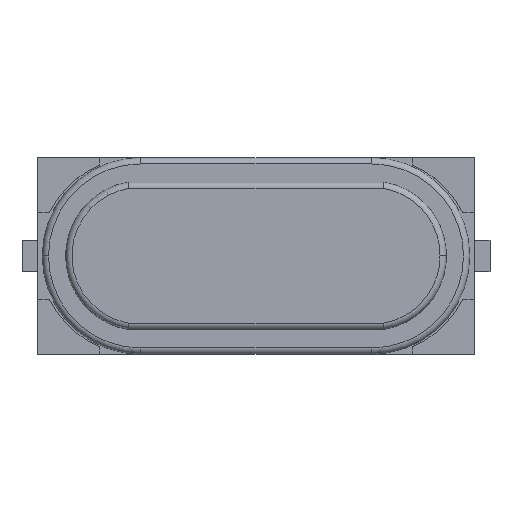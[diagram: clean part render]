
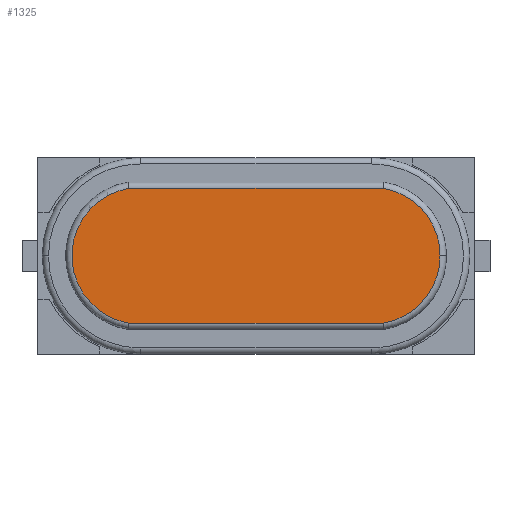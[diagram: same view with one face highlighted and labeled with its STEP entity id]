
A CAD part, top view. The second image highlights one B-rep face of the part: STEP entity #1325.
In plain terms, the highlighted planar face has unit normal (0, 0, 1).
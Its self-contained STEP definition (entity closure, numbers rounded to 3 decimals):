
#82 = TOROIDAL_SURFACE('',#83,1.096,0.1);
#83 = AXIS2_PLACEMENT_3D('',#84,#85,#86);
#84 = CARTESIAN_POINT('',(1.854,0.,
    2.21));
#85 = DIRECTION('',(0.,0.,1.));
#86 = DIRECTION('',(1.,0.,-0.));
#107 = VERTEX_POINT('',#108);
#108 = CARTESIAN_POINT('',(2.95,0.,
    2.31));
#123 = TOROIDAL_SURFACE('',#124,1.096,0.1);
#124 = AXIS2_PLACEMENT_3D('',#125,#126,#127);
#125 = CARTESIAN_POINT('',(1.854,0.,
    2.21));
#126 = DIRECTION('',(0.,0.,1.));
#127 = DIRECTION('',(1.,0.,-0.));
#135 = EDGE_CURVE('',#136,#107,#138,.T.);
#136 = VERTEX_POINT('',#137);
#137 = CARTESIAN_POINT('',(2.039,-1.08,2.31
    ));
#138 = SURFACE_CURVE('',#139,(#144,#151),.PCURVE_S1.);
#139 = CIRCLE('',#140,1.096);
#140 = AXIS2_PLACEMENT_3D('',#141,#142,#143);
#141 = CARTESIAN_POINT('',(1.854,0.,
    2.31));
#142 = DIRECTION('',(0.,0.,1.));
#143 = DIRECTION('',(1.,0.,-0.));
#144 = PCURVE('',#82,#145);
#145 = DEFINITIONAL_REPRESENTATION('',(#146),#150);
#146 = LINE('',#147,#148);
#147 = CARTESIAN_POINT('',(0.,1.571));
#148 = VECTOR('',#149,1.);
#149 = DIRECTION('',(1.,0.));
#150 = ( GEOMETRIC_REPRESENTATION_CONTEXT(2) 
PARAMETRIC_REPRESENTATION_CONTEXT() REPRESENTATION_CONTEXT('2D SPACE',''
  ) );
#151 = PCURVE('',#152,#157);
#152 = PLANE('',#153);
#153 = AXIS2_PLACEMENT_3D('',#154,#155,#156);
#154 = CARTESIAN_POINT('',(0.,0.,2.31));
#155 = DIRECTION('',(0.,0.,1.));
#156 = DIRECTION('',(1.,0.,-0.));
#157 = DEFINITIONAL_REPRESENTATION('',(#158),#162);
#158 = CIRCLE('',#159,1.096);
#159 = AXIS2_PLACEMENT_2D('',#160,#161);
#160 = CARTESIAN_POINT('',(1.854,0.));
#161 = DIRECTION('',(1.,0.));
#162 = ( GEOMETRIC_REPRESENTATION_CONTEXT(2) 
PARAMETRIC_REPRESENTATION_CONTEXT() REPRESENTATION_CONTEXT('2D SPACE',''
  ) );
#238 = CYLINDRICAL_SURFACE('',#239,0.1);
#239 = AXIS2_PLACEMENT_3D('',#240,#241,#242);
#240 = CARTESIAN_POINT('',(0.,-1.08,2.21));
#241 = DIRECTION('',(-1.,0.,0.));
#242 = DIRECTION('',(0.,0.,1.));
#449 = TOROIDAL_SURFACE('',#450,1.096,0.1);
#450 = AXIS2_PLACEMENT_3D('',#451,#452,#453);
#451 = CARTESIAN_POINT('',(-1.854,0.,
    2.21));
#452 = DIRECTION('',(0.,0.,1.));
#453 = DIRECTION('',(1.,0.,-0.));
#1257 = CYLINDRICAL_SURFACE('',#1258,0.1);
#1258 = AXIS2_PLACEMENT_3D('',#1259,#1260,#1261);
#1259 = CARTESIAN_POINT('',(0.,1.08,2.21));
#1260 = DIRECTION('',(1.,0.,0.));
#1261 = DIRECTION('',(0.,0.,-1.));
#1325 = ADVANCED_FACE('',(#1326),#152,.T.);
#1326 = FACE_BOUND('',#1327,.T.);
#1327 = EDGE_LOOP('',(#1328,#1353,#1377,#1398,#1399));
#1328 = ORIENTED_EDGE('',*,*,#1329,.T.);
#1329 = EDGE_CURVE('',#1330,#1332,#1334,.T.);
#1330 = VERTEX_POINT('',#1331);
#1331 = CARTESIAN_POINT('',(2.039,1.08,2.31
    ));
#1332 = VERTEX_POINT('',#1333);
#1333 = CARTESIAN_POINT('',(-2.039,1.08,
    2.31));
#1334 = SURFACE_CURVE('',#1335,(#1339,#1346),.PCURVE_S1.);
#1335 = LINE('',#1336,#1337);
#1336 = CARTESIAN_POINT('',(-2.047,1.08,2.31
    ));
#1337 = VECTOR('',#1338,1.);
#1338 = DIRECTION('',(-1.,0.,0.));
#1339 = PCURVE('',#152,#1340);
#1340 = DEFINITIONAL_REPRESENTATION('',(#1341),#1345);
#1341 = LINE('',#1342,#1343);
#1342 = CARTESIAN_POINT('',(-2.047,1.08));
#1343 = VECTOR('',#1344,1.);
#1344 = DIRECTION('',(-1.,0.));
#1345 = ( GEOMETRIC_REPRESENTATION_CONTEXT(2) 
PARAMETRIC_REPRESENTATION_CONTEXT() REPRESENTATION_CONTEXT('2D SPACE',''
  ) );
#1346 = PCURVE('',#1257,#1347);
#1347 = DEFINITIONAL_REPRESENTATION('',(#1348),#1352);
#1348 = LINE('',#1349,#1350);
#1349 = CARTESIAN_POINT('',(3.142,-2.047));
#1350 = VECTOR('',#1351,1.);
#1351 = DIRECTION('',(0.,-1.));
#1352 = ( GEOMETRIC_REPRESENTATION_CONTEXT(2) 
PARAMETRIC_REPRESENTATION_CONTEXT() REPRESENTATION_CONTEXT('2D SPACE',''
  ) );
#1353 = ORIENTED_EDGE('',*,*,#1354,.T.);
#1354 = EDGE_CURVE('',#1332,#1355,#1357,.T.);
#1355 = VERTEX_POINT('',#1356);
#1356 = CARTESIAN_POINT('',(-2.039,-1.08,
    2.31));
#1357 = SURFACE_CURVE('',#1358,(#1363,#1370),.PCURVE_S1.);
#1358 = CIRCLE('',#1359,1.096);
#1359 = AXIS2_PLACEMENT_3D('',#1360,#1361,#1362);
#1360 = CARTESIAN_POINT('',(-1.854,0.,
    2.31));
#1361 = DIRECTION('',(0.,0.,1.));
#1362 = DIRECTION('',(1.,0.,-0.));
#1363 = PCURVE('',#152,#1364);
#1364 = DEFINITIONAL_REPRESENTATION('',(#1365),#1369);
#1365 = CIRCLE('',#1366,1.096);
#1366 = AXIS2_PLACEMENT_2D('',#1367,#1368);
#1367 = CARTESIAN_POINT('',(-1.854,0.));
#1368 = DIRECTION('',(1.,0.));
#1369 = ( GEOMETRIC_REPRESENTATION_CONTEXT(2) 
PARAMETRIC_REPRESENTATION_CONTEXT() REPRESENTATION_CONTEXT('2D SPACE',''
  ) );
#1370 = PCURVE('',#449,#1371);
#1371 = DEFINITIONAL_REPRESENTATION('',(#1372),#1376);
#1372 = LINE('',#1373,#1374);
#1373 = CARTESIAN_POINT('',(0.,1.571));
#1374 = VECTOR('',#1375,1.);
#1375 = DIRECTION('',(1.,0.));
#1376 = ( GEOMETRIC_REPRESENTATION_CONTEXT(2) 
PARAMETRIC_REPRESENTATION_CONTEXT() REPRESENTATION_CONTEXT('2D SPACE',''
  ) );
#1377 = ORIENTED_EDGE('',*,*,#1378,.T.);
#1378 = EDGE_CURVE('',#1355,#136,#1379,.T.);
#1379 = SURFACE_CURVE('',#1380,(#1384,#1391),.PCURVE_S1.);
#1380 = LINE('',#1381,#1382);
#1381 = CARTESIAN_POINT('',(2.047,-1.08,2.31
    ));
#1382 = VECTOR('',#1383,1.);
#1383 = DIRECTION('',(1.,0.,0.));
#1384 = PCURVE('',#152,#1385);
#1385 = DEFINITIONAL_REPRESENTATION('',(#1386),#1390);
#1386 = LINE('',#1387,#1388);
#1387 = CARTESIAN_POINT('',(2.047,-1.08));
#1388 = VECTOR('',#1389,1.);
#1389 = DIRECTION('',(1.,0.));
#1390 = ( GEOMETRIC_REPRESENTATION_CONTEXT(2) 
PARAMETRIC_REPRESENTATION_CONTEXT() REPRESENTATION_CONTEXT('2D SPACE',''
  ) );
#1391 = PCURVE('',#238,#1392);
#1392 = DEFINITIONAL_REPRESENTATION('',(#1393),#1397);
#1393 = LINE('',#1394,#1395);
#1394 = CARTESIAN_POINT('',(6.283,-2.047));
#1395 = VECTOR('',#1396,1.);
#1396 = DIRECTION('',(0.,-1.));
#1397 = ( GEOMETRIC_REPRESENTATION_CONTEXT(2) 
PARAMETRIC_REPRESENTATION_CONTEXT() REPRESENTATION_CONTEXT('2D SPACE',''
  ) );
#1398 = ORIENTED_EDGE('',*,*,#135,.T.);
#1399 = ORIENTED_EDGE('',*,*,#1400,.T.);
#1400 = EDGE_CURVE('',#107,#1330,#1401,.T.);
#1401 = SURFACE_CURVE('',#1402,(#1407,#1414),.PCURVE_S1.);
#1402 = CIRCLE('',#1403,1.096);
#1403 = AXIS2_PLACEMENT_3D('',#1404,#1405,#1406);
#1404 = CARTESIAN_POINT('',(1.854,0.,
    2.31));
#1405 = DIRECTION('',(0.,0.,1.));
#1406 = DIRECTION('',(1.,0.,-0.));
#1407 = PCURVE('',#152,#1408);
#1408 = DEFINITIONAL_REPRESENTATION('',(#1409),#1413);
#1409 = CIRCLE('',#1410,1.096);
#1410 = AXIS2_PLACEMENT_2D('',#1411,#1412);
#1411 = CARTESIAN_POINT('',(1.854,0.));
#1412 = DIRECTION('',(1.,0.));
#1413 = ( GEOMETRIC_REPRESENTATION_CONTEXT(2) 
PARAMETRIC_REPRESENTATION_CONTEXT() REPRESENTATION_CONTEXT('2D SPACE',''
  ) );
#1414 = PCURVE('',#123,#1415);
#1415 = DEFINITIONAL_REPRESENTATION('',(#1416),#1420);
#1416 = LINE('',#1417,#1418);
#1417 = CARTESIAN_POINT('',(0.,1.571));
#1418 = VECTOR('',#1419,1.);
#1419 = DIRECTION('',(1.,0.));
#1420 = ( GEOMETRIC_REPRESENTATION_CONTEXT(2) 
PARAMETRIC_REPRESENTATION_CONTEXT() REPRESENTATION_CONTEXT('2D SPACE',''
  ) );
